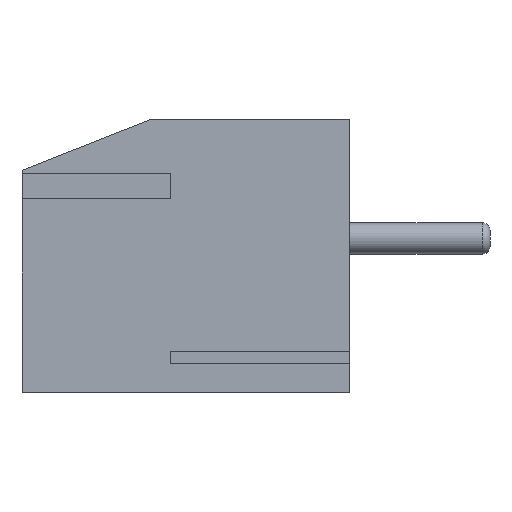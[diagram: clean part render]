
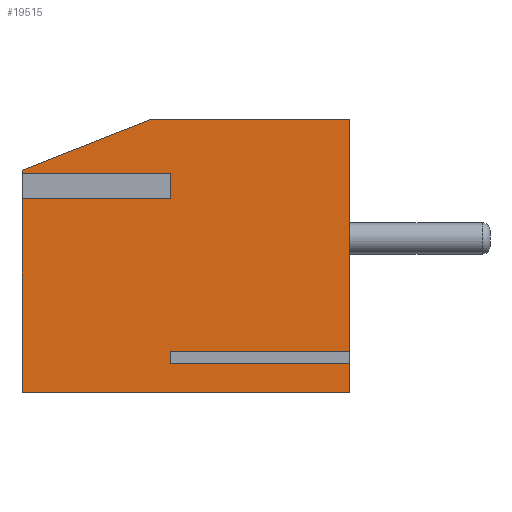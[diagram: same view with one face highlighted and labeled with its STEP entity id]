
A CAD part, left-side view. The second image highlights one B-rep face of the part: STEP entity #19515.
In plain terms, the highlighted planar face has unit normal (-1, 0, 0).
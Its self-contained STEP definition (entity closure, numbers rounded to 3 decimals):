
#94 = VERTEX_POINT ( 'NONE', #8791 ) ;
#493 = ORIENTED_EDGE ( 'NONE', *, *, #23941, .F. ) ;
#746 = VERTEX_POINT ( 'NONE', #2382 ) ;
#924 = CARTESIAN_POINT ( 'NONE',  ( 0., 0., 7. ) ) ;
#1348 = ORIENTED_EDGE ( 'NONE', *, *, #8042, .T. ) ;
#2000 = FACE_OUTER_BOUND ( 'NONE', #22111, .T. ) ;
#2061 = DIRECTION ( 'NONE',  ( 0., 0., 1. ) ) ;
#2116 = CARTESIAN_POINT ( 'NONE',  ( 0., 4.6, 1.05 ) ) ;
#2382 = CARTESIAN_POINT ( 'NONE',  ( 0., 4.6, 1.05 ) ) ;
#2737 = DIRECTION ( 'NONE',  ( 0., -1., 0. ) ) ;
#2821 = VECTOR ( 'NONE', #12479, 1000. ) ;
#3999 = DIRECTION ( 'NONE',  ( 1., 0., 0. ) ) ;
#4150 = PLANE ( 'NONE',  #28540 ) ;
#4423 = DIRECTION ( 'NONE',  ( 0., -1., 0. ) ) ;
#5761 = ORIENTED_EDGE ( 'NONE', *, *, #9241, .F. ) ;
#5813 = LINE ( 'NONE', #21702, #11961 ) ;
#5958 = CARTESIAN_POINT ( 'NONE',  ( 0., 8.4, 7. ) ) ;
#6089 = CARTESIAN_POINT ( 'NONE',  ( 0., 4.6, 0.75 ) ) ;
#6097 = EDGE_CURVE ( 'NONE', #94, #9777, #12943, .T. ) ;
#6948 = CARTESIAN_POINT ( 'NONE',  ( 0., 0., 7. ) ) ;
#8006 = VERTEX_POINT ( 'NONE', #18259 ) ;
#8039 = ORIENTED_EDGE ( 'NONE', *, *, #19499, .F. ) ;
#8042 = EDGE_CURVE ( 'NONE', #10693, #12925, #15427, .T. ) ;
#8154 = LINE ( 'NONE', #5958, #2821 ) ;
#8562 = VECTOR ( 'NONE', #26123, 1000. ) ;
#8791 = CARTESIAN_POINT ( 'NONE',  ( 0., 8.4, 5.7 ) ) ;
#9100 = DIRECTION ( 'NONE',  ( 0., 0., -1. ) ) ;
#9177 = CARTESIAN_POINT ( 'NONE',  ( 0., 8.4, 0. ) ) ;
#9241 = EDGE_CURVE ( 'NONE', #28818, #11060, #20117, .T. ) ;
#9263 = ORIENTED_EDGE ( 'NONE', *, *, #6097, .F. ) ;
#9436 = LINE ( 'NONE', #11846, #11359 ) ;
#9485 = CARTESIAN_POINT ( 'NONE',  ( 0., 0., 0. ) ) ;
#9665 = CARTESIAN_POINT ( 'NONE',  ( 0., 4.6, 5.15 ) ) ;
#9777 = VERTEX_POINT ( 'NONE', #11367 ) ;
#10254 = LINE ( 'NONE', #12821, #19530 ) ;
#10693 = VERTEX_POINT ( 'NONE', #11947 ) ;
#10839 = ORIENTED_EDGE ( 'NONE', *, *, #13825, .T. ) ;
#11060 = VERTEX_POINT ( 'NONE', #11162 ) ;
#11106 = DIRECTION ( 'NONE',  ( 0., 0., -1. ) ) ;
#11115 = VECTOR ( 'NONE', #2061, 1000. ) ;
#11162 = CARTESIAN_POINT ( 'NONE',  ( 0., 8.4, 5.15 ) ) ;
#11359 = VECTOR ( 'NONE', #4423, 1000. ) ;
#11367 = CARTESIAN_POINT ( 'NONE',  ( 0., 5.1, 7. ) ) ;
#11454 = VECTOR ( 'NONE', #22409, 1000. ) ;
#11602 = VERTEX_POINT ( 'NONE', #14485 ) ;
#11846 = CARTESIAN_POINT ( 'NONE',  ( 0., 4.6, 0.75 ) ) ;
#11947 = CARTESIAN_POINT ( 'NONE',  ( 0., 0., 1.05 ) ) ;
#11961 = VECTOR ( 'NONE', #26340, 1000. ) ;
#12114 = EDGE_CURVE ( 'NONE', #746, #10693, #29286, .T. ) ;
#12320 = VERTEX_POINT ( 'NONE', #9485 ) ;
#12479 = DIRECTION ( 'NONE',  ( 0., -1., 0. ) ) ;
#12524 = EDGE_CURVE ( 'NONE', #8006, #16105, #5813, .T. ) ;
#12654 = CARTESIAN_POINT ( 'NONE',  ( 0., 8.4, 7. ) ) ;
#12821 = CARTESIAN_POINT ( 'NONE',  ( 0., 4.6, 0.75 ) ) ;
#12876 = VECTOR ( 'NONE', #21990, 1000. ) ;
#12925 = VERTEX_POINT ( 'NONE', #29293 ) ;
#12943 = LINE ( 'NONE', #26326, #12876 ) ;
#12980 = ORIENTED_EDGE ( 'NONE', *, *, #12114, .T. ) ;
#13395 = LINE ( 'NONE', #9177, #28154 ) ;
#13512 = DIRECTION ( 'NONE',  ( 0., 0., 1. ) ) ;
#13825 = EDGE_CURVE ( 'NONE', #16105, #16194, #15813, .T. ) ;
#14485 = CARTESIAN_POINT ( 'NONE',  ( 0., 0., 0.75 ) ) ;
#14574 = LINE ( 'NONE', #12654, #20123 ) ;
#14851 = VERTEX_POINT ( 'NONE', #6089 ) ;
#15039 = DIRECTION ( 'NONE',  ( 0., 0., 1. ) ) ;
#15204 = CARTESIAN_POINT ( 'NONE',  ( 0., 8.4, 7. ) ) ;
#15427 = LINE ( 'NONE', #6948, #16729 ) ;
#15441 = CARTESIAN_POINT ( 'NONE',  ( 0., 8.4, 7. ) ) ;
#15813 = LINE ( 'NONE', #24748, #28669 ) ;
#16105 = VERTEX_POINT ( 'NONE', #24295 ) ;
#16163 = LINE ( 'NONE', #18856, #26112 ) ;
#16194 = VERTEX_POINT ( 'NONE', #9665 ) ;
#16729 = VECTOR ( 'NONE', #13512, 1000. ) ;
#16759 = ORIENTED_EDGE ( 'NONE', *, *, #18788, .F. ) ;
#18259 = CARTESIAN_POINT ( 'NONE',  ( 0., 8.4, 5.45 ) ) ;
#18292 = DIRECTION ( 'NONE',  ( 0., -1., 0. ) ) ;
#18788 = EDGE_CURVE ( 'NONE', #14851, #11602, #9436, .T. ) ;
#18856 = CARTESIAN_POINT ( 'NONE',  ( 0., 8.4, 5.15 ) ) ;
#18961 = ORIENTED_EDGE ( 'NONE', *, *, #26487, .T. ) ;
#19499 = EDGE_CURVE ( 'NONE', #9777, #12925, #8154, .T. ) ;
#19515 = ADVANCED_FACE ( 'NONE', ( #2000 ), #4150, .F. ) ;
#19530 = VECTOR ( 'NONE', #15039, 1000. ) ;
#20117 = LINE ( 'NONE', #15204, #11115 ) ;
#20123 = VECTOR ( 'NONE', #23639, 1000. ) ;
#20244 = EDGE_CURVE ( 'NONE', #11060, #16194, #16163, .T. ) ;
#21171 = EDGE_CURVE ( 'NONE', #12320, #11602, #28226, .T. ) ;
#21574 = EDGE_CURVE ( 'NONE', #14851, #746, #10254, .T. ) ;
#21702 = CARTESIAN_POINT ( 'NONE',  ( 0., 8.4, 5.45 ) ) ;
#21990 = DIRECTION ( 'NONE',  ( 0., -0.93, 0.367 ) ) ;
#22111 = EDGE_LOOP ( 'NONE', ( #22325, #5761, #18961, #23965, #16759, #26987, #12980, #1348, #8039, #9263, #493, #22754, #10839 ) ) ;
#22325 = ORIENTED_EDGE ( 'NONE', *, *, #20244, .F. ) ;
#22409 = DIRECTION ( 'NONE',  ( 0., -1., 0. ) ) ;
#22754 = ORIENTED_EDGE ( 'NONE', *, *, #12524, .T. ) ;
#23639 = DIRECTION ( 'NONE',  ( 0., 0., 1. ) ) ;
#23941 = EDGE_CURVE ( 'NONE', #8006, #94, #14574, .T. ) ;
#23965 = ORIENTED_EDGE ( 'NONE', *, *, #21171, .T. ) ;
#24295 = CARTESIAN_POINT ( 'NONE',  ( 0., 4.6, 5.45 ) ) ;
#24748 = CARTESIAN_POINT ( 'NONE',  ( 0., 4.6, 5.45 ) ) ;
#25374 = CARTESIAN_POINT ( 'NONE',  ( 0., 8.4, 0. ) ) ;
#26112 = VECTOR ( 'NONE', #2737, 1000. ) ;
#26123 = DIRECTION ( 'NONE',  ( 0., 0., 1. ) ) ;
#26326 = CARTESIAN_POINT ( 'NONE',  ( 0., 3.072, 7.799 ) ) ;
#26340 = DIRECTION ( 'NONE',  ( 0., -1., 0. ) ) ;
#26487 = EDGE_CURVE ( 'NONE', #28818, #12320, #13395, .T. ) ;
#26987 = ORIENTED_EDGE ( 'NONE', *, *, #21574, .T. ) ;
#28154 = VECTOR ( 'NONE', #18292, 1000. ) ;
#28226 = LINE ( 'NONE', #924, #8562 ) ;
#28540 = AXIS2_PLACEMENT_3D ( 'NONE', #15441, #3999, #11106 ) ;
#28669 = VECTOR ( 'NONE', #9100, 1000. ) ;
#28818 = VERTEX_POINT ( 'NONE', #25374 ) ;
#29286 = LINE ( 'NONE', #2116, #11454 ) ;
#29293 = CARTESIAN_POINT ( 'NONE',  ( 0., 0., 7. ) ) ;
